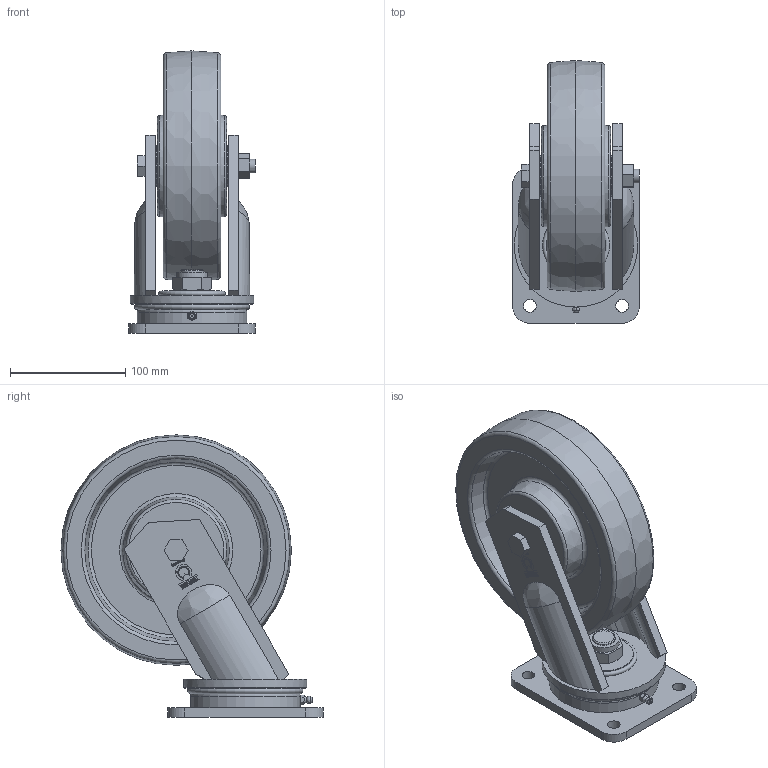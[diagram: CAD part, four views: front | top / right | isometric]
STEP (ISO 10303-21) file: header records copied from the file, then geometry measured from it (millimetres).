
FILE_DESCRIPTION(/* description */ (''),/* implementation_level */ '2;1');
FILE_NAME(/* name */ '0019298K_LP_PO_200_K',/* time_stamp */ '2010-12-18T07:39:28+01:00',/* author */ (''),/* organization */ (''),/* preprocessor_version */ 'ST-DEVELOPER v9',/* originating_system */ 'UGS - NX 4.0',/* authorisation */ '');
FILE_SCHEMA (('CONFIG_CONTROL_DESIGN'));
Length unit declared in the file: millimetre
Products named in the file (1): 0019298K_LP_PO_200_K
Bounding box: 110 x 227.5 x 245 mm (x, y, z)
Volume: 1655813.5 mm3; surface area: 251573.4 mm2
Topology: 4 solids, 8 shells, 684 faces, 1769 edges, 1166 vertices
Faces by surface type: plane 360, extrusion 202, cylinder 63, torus 24, cone 23, bspline 10, sphere 2
Full cylindrical faces by diameter (mm): 5 x1, 11 x4, 12 x3, 12.2 x2, 16.63 x1, 20 x3, 25 x4, 27 x1, 33.802 x4, 35 x2, 42 x1, 43.198 x4, 51.5 x1, 95 x1, 107 x1
Entity records: 23032 total; most frequent: CARTESIAN_POINT 8208, ORIENTED_EDGE 3342, DIRECTION 2158, EDGE_CURVE 1671, VERTEX_POINT 1137, B_SPLINE_CURVE_WITH_KNOTS 1051, EDGE_LOOP 841, VECTOR 836
